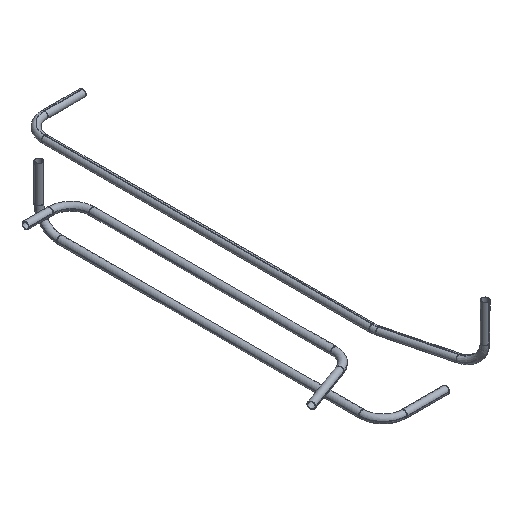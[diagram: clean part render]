
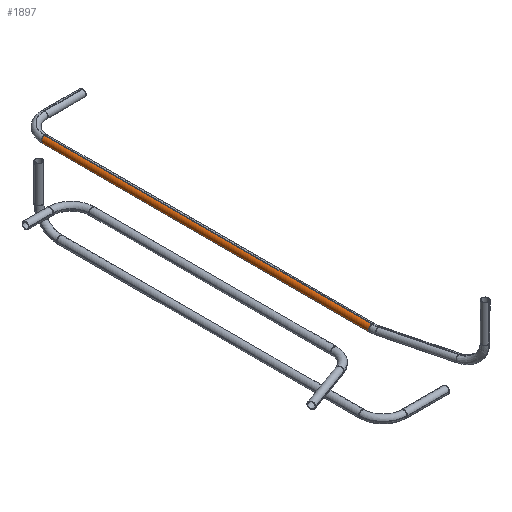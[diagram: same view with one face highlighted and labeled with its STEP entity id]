
A CAD part, isometric view. The second image highlights one B-rep face of the part: STEP entity #1897.
In plain terms, the highlighted cylindrical face has radius 5 mm (diameter 10 mm), a partial arc.
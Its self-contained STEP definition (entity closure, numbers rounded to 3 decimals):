
#1310=DIRECTION('',(0.,1.,0.));
#1311=VECTOR('',#1310,466.221);
#1312=CARTESIAN_POINT('',(0.,128.779,5.));
#1313=LINE('',#1312,#1311);
#1314=CARTESIAN_POINT('',(0.,128.779,
0.));
#1315=DIRECTION('',(0.,1.,0.));
#1316=DIRECTION('',(0.,0.,-1.));
#1317=AXIS2_PLACEMENT_3D('',#1314,#1315,#1316);
#1319=DIRECTION('',(0.,1.,0.));
#1320=VECTOR('',#1319,466.221);
#1321=CARTESIAN_POINT('',(0.,128.779,-5.));
#1322=LINE('',#1321,#1320);
#1323=CARTESIAN_POINT('',(0.,595.,0.));
#1324=DIRECTION('',(0.,1.,0.));
#1325=DIRECTION('',(0.,0.,-1.));
#1326=AXIS2_PLACEMENT_3D('',#1323,#1324,#1325);
#1548=CARTESIAN_POINT('',(0.,128.779,5.));
#1549=CARTESIAN_POINT('',(0.,128.779,-5.));
#1550=VERTEX_POINT('',#1548);
#1551=VERTEX_POINT('',#1549);
#1556=CARTESIAN_POINT('',(0.,595.,5.));
#1557=CARTESIAN_POINT('',(0.,595.,-5.));
#1558=VERTEX_POINT('',#1556);
#1559=VERTEX_POINT('',#1557);
#1885=CARTESIAN_POINT('',(0.,128.779,
0.));
#1886=DIRECTION('',(0.,1.,0.));
#1887=DIRECTION('',(0.,0.,1.));
#1888=AXIS2_PLACEMENT_3D('',#1885,#1886,#1887);
#1889=CYLINDRICAL_SURFACE('',#1888,5.);
#1890=ORIENTED_EDGE('',*,*,#1850,.F.);
#1891=ORIENTED_EDGE('',*,*,#1880,.T.);
#1893=ORIENTED_EDGE('',*,*,#1892,.T.);
#1894=ORIENTED_EDGE('',*,*,#1876,.F.);
#1895=EDGE_LOOP('',(#1890,#1891,#1893,#1894));
#1896=FACE_OUTER_BOUND('',#1895,.F.);
#1897=ADVANCED_FACE('',(#1896),#1889,.T.);
#1318=CIRCLE('',#1317,5.);
#1327=CIRCLE('',#1326,5.);
#1850=EDGE_CURVE('',#1551,#1550,#1318,.T.);
#1876=EDGE_CURVE('',#1550,#1558,#1313,.T.);
#1880=EDGE_CURVE('',#1551,#1559,#1322,.T.);
#1892=EDGE_CURVE('',#1559,#1558,#1327,.T.);
